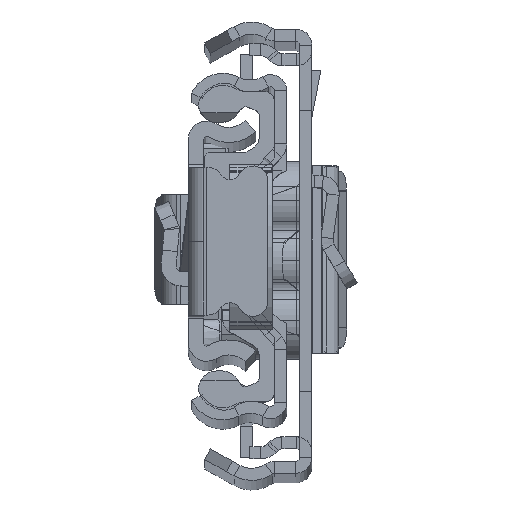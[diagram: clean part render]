
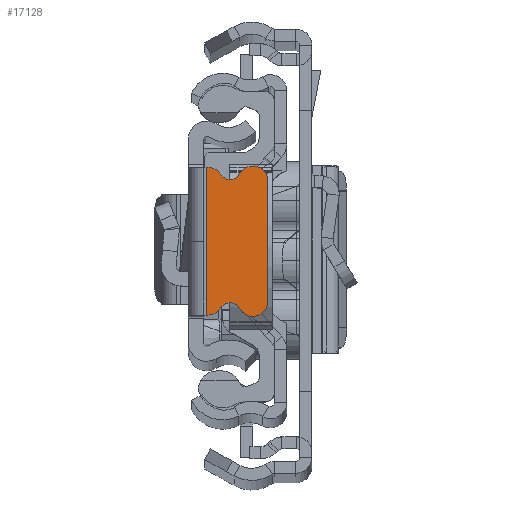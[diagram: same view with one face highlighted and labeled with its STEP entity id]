
A CAD part, top view. The second image highlights one B-rep face of the part: STEP entity #17128.
In plain terms, the highlighted planar face has unit normal (0, 0, 1).
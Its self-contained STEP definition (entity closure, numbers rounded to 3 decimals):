
#550 = AXIS2_PLACEMENT_3D ( 'NONE', #24072, #7370, #9543 ) ;
#738 = CARTESIAN_POINT ( 'NONE',  ( -1.75, 7.37, 0. ) ) ;
#1285 = CARTESIAN_POINT ( 'NONE',  ( -4.142, 7.236, 0. ) ) ;
#1318 = LINE ( 'NONE', #17584, #16055 ) ;
#1591 = AXIS2_PLACEMENT_3D ( 'NONE', #16829, #14924, #14800 ) ;
#2431 = CARTESIAN_POINT ( 'NONE',  ( -7.929, -6., 0. ) ) ;
#2477 = EDGE_CURVE ( 'NONE', #2502, #13256, #6905, .T. ) ;
#2502 = VERTEX_POINT ( 'NONE', #5549 ) ;
#2551 = CIRCLE ( 'NONE', #16285, 1.5 ) ;
#3125 = PLANE ( 'NONE',  #20566 ) ;
#4693 = VERTEX_POINT ( 'NONE', #18441 ) ;
#4846 = CIRCLE ( 'NONE', #550, 1.5 ) ;
#5014 = CARTESIAN_POINT ( 'NONE',  ( 544.071, 0., 0. ) ) ;
#5142 = VERTEX_POINT ( 'NONE', #17151 ) ;
#5215 = DIRECTION ( 'NONE',  ( 0., -1., 0. ) ) ;
#5398 = DIRECTION ( 'NONE',  ( 1., 0., 0. ) ) ;
#5549 = CARTESIAN_POINT ( 'NONE',  ( -1.929, 7.37, 0. ) ) ;
#5912 = EDGE_CURVE ( 'NONE', #2502, #5142, #2551, .T. ) ;
#6000 = LINE ( 'NONE', #10170, #8788 ) ;
#6905 = LINE ( 'NONE', #15106, #11039 ) ;
#7370 = DIRECTION ( 'NONE',  ( 0., 0., 1. ) ) ;
#7477 = EDGE_CURVE ( 'NONE', #24389, #22676, #11814, .T. ) ;
#7933 = EDGE_CURVE ( 'NONE', #5142, #11098, #20671, .T. ) ;
#8226 = DIRECTION ( 'NONE',  ( -1., 0., 0. ) ) ;
#8788 = VECTOR ( 'NONE', #18364, 1000. ) ;
#9068 = DIRECTION ( 'NONE',  ( 1., 0., 0. ) ) ;
#9167 = CIRCLE ( 'NONE', #24635, 1.1 ) ;
#9204 = CARTESIAN_POINT ( 'NONE',  ( -4.142, -7.236, 0. ) ) ;
#9543 = DIRECTION ( 'NONE',  ( -1., 0., 0. ) ) ;
#9589 = FACE_OUTER_BOUND ( 'NONE', #13632, .T. ) ;
#9914 = DIRECTION ( 'NONE',  ( 0., 0., 1. ) ) ;
#10170 = CARTESIAN_POINT ( 'NONE',  ( -1.929, -7.37, 0. ) ) ;
#10763 = CARTESIAN_POINT ( 'NONE',  ( -5.109, -6.713, 0. ) ) ;
#11039 = VECTOR ( 'NONE', #9068, 1000. ) ;
#11098 = VERTEX_POINT ( 'NONE', #24229 ) ;
#11277 = ORIENTED_EDGE ( 'NONE', *, *, #20109, .T. ) ;
#11410 = ORIENTED_EDGE ( 'NONE', *, *, #19426, .F. ) ;
#11555 = DIRECTION ( 'NONE',  ( 0., -1., 0. ) ) ;
#11814 = LINE ( 'NONE', #26056, #16767 ) ;
#11954 = EDGE_CURVE ( 'NONE', #22676, #12825, #19770, .T. ) ;
#12314 = ORIENTED_EDGE ( 'NONE', *, *, #23965, .T. ) ;
#12825 = VERTEX_POINT ( 'NONE', #10763 ) ;
#12941 = AXIS2_PLACEMENT_3D ( 'NONE', #1285, #26029, #17687 ) ;
#13256 = VERTEX_POINT ( 'NONE', #738 ) ;
#13632 = EDGE_LOOP ( 'NONE', ( #15921, #20234, #21192, #17583, #11277, #24819, #16456, #12314, #17613, #11410 ) ) ;
#14054 = EDGE_CURVE ( 'NONE', #4693, #24461, #24816, .T. ) ;
#14800 = DIRECTION ( 'NONE',  ( 1., 0., 0. ) ) ;
#14924 = DIRECTION ( 'NONE',  ( 0., 0., 1. ) ) ;
#15106 = CARTESIAN_POINT ( 'NONE',  ( -1.929, 7.37, 0. ) ) ;
#15812 = CARTESIAN_POINT ( 'NONE',  ( -6.429, -6., 0. ) ) ;
#15914 = DIRECTION ( 'NONE',  ( 0., 0., -1. ) ) ;
#15921 = ORIENTED_EDGE ( 'NONE', *, *, #18926, .F. ) ;
#16055 = VECTOR ( 'NONE', #11555, 1000. ) ;
#16285 = AXIS2_PLACEMENT_3D ( 'NONE', #20482, #18448, #8226 ) ;
#16456 = ORIENTED_EDGE ( 'NONE', *, *, #11954, .T. ) ;
#16765 = AXIS2_PLACEMENT_3D ( 'NONE', #15812, #9914, #23769 ) ;
#16767 = VECTOR ( 'NONE', #5215, 1000. ) ;
#16829 = CARTESIAN_POINT ( 'NONE',  ( -1.929, -5.87, 0. ) ) ;
#17081 = VERTEX_POINT ( 'NONE', #19948 ) ;
#17128 = ADVANCED_FACE ( 'NONE', ( #9589 ), #3125, .T. ) ;
#17151 = CARTESIAN_POINT ( 'NONE',  ( -3.206, 6.658, 0. ) ) ;
#17583 = ORIENTED_EDGE ( 'NONE', *, *, #7933, .T. ) ;
#17584 = CARTESIAN_POINT ( 'NONE',  ( -1.75, 0., 0. ) ) ;
#17613 = ORIENTED_EDGE ( 'NONE', *, *, #14054, .T. ) ;
#17687 = DIRECTION ( 'NONE',  ( 1., 0., 0. ) ) ;
#18290 = CARTESIAN_POINT ( 'NONE',  ( -1.929, -7.37, 0. ) ) ;
#18364 = DIRECTION ( 'NONE',  ( -1., 0., 0. ) ) ;
#18441 = CARTESIAN_POINT ( 'NONE',  ( -3.206, -6.658, 0. ) ) ;
#18448 = DIRECTION ( 'NONE',  ( 0., 0., 1. ) ) ;
#18926 = EDGE_CURVE ( 'NONE', #13256, #17081, #1318, .T. ) ;
#19012 = CARTESIAN_POINT ( 'NONE',  ( -7.929, 6., 0. ) ) ;
#19426 = EDGE_CURVE ( 'NONE', #17081, #24461, #6000, .T. ) ;
#19770 = CIRCLE ( 'NONE', #16765, 1.5 ) ;
#19948 = CARTESIAN_POINT ( 'NONE',  ( -1.75, -7.37, 0. ) ) ;
#19968 = DIRECTION ( 'NONE',  ( -1., 0., 0. ) ) ;
#20109 = EDGE_CURVE ( 'NONE', #11098, #24389, #4846, .T. ) ;
#20234 = ORIENTED_EDGE ( 'NONE', *, *, #2477, .F. ) ;
#20482 = CARTESIAN_POINT ( 'NONE',  ( -1.929, 5.87, 0. ) ) ;
#20566 = AXIS2_PLACEMENT_3D ( 'NONE', #5014, #21580, #5398 ) ;
#20671 = CIRCLE ( 'NONE', #12941, 1.1 ) ;
#21192 = ORIENTED_EDGE ( 'NONE', *, *, #5912, .T. ) ;
#21580 = DIRECTION ( 'NONE',  ( 0., 0., 1. ) ) ;
#22676 = VERTEX_POINT ( 'NONE', #2431 ) ;
#23769 = DIRECTION ( 'NONE',  ( 1., 0., 0. ) ) ;
#23965 = EDGE_CURVE ( 'NONE', #12825, #4693, #9167, .T. ) ;
#24072 = CARTESIAN_POINT ( 'NONE',  ( -6.429, 6., 0. ) ) ;
#24229 = CARTESIAN_POINT ( 'NONE',  ( -5.109, 6.713, 0. ) ) ;
#24389 = VERTEX_POINT ( 'NONE', #19012 ) ;
#24461 = VERTEX_POINT ( 'NONE', #18290 ) ;
#24635 = AXIS2_PLACEMENT_3D ( 'NONE', #9204, #15914, #19968 ) ;
#24816 = CIRCLE ( 'NONE', #1591, 1.5 ) ;
#24819 = ORIENTED_EDGE ( 'NONE', *, *, #7477, .T. ) ;
#26029 = DIRECTION ( 'NONE',  ( 0., 0., -1. ) ) ;
#26056 = CARTESIAN_POINT ( 'NONE',  ( -7.929, -6., 0. ) ) ;
